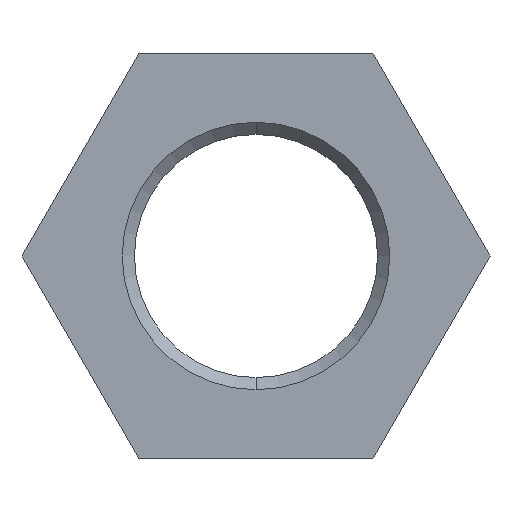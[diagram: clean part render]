
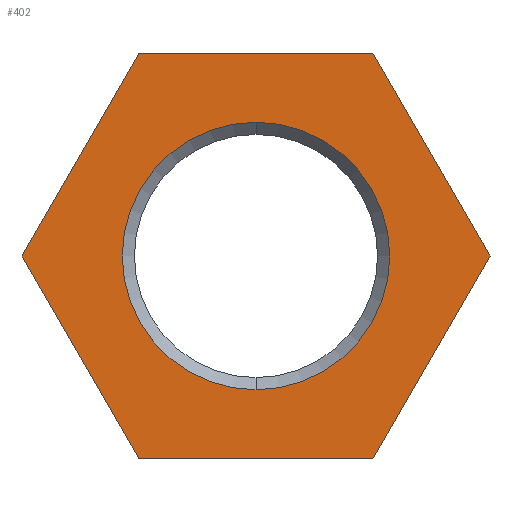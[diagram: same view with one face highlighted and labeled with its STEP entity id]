
A CAD part, front view. The second image highlights one B-rep face of the part: STEP entity #402.
In plain terms, the highlighted planar face has unit normal (0, -1, 0).
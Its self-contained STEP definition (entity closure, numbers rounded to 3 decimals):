
#13 = CARTESIAN_POINT ( 'NONE',  ( 2.887, 0., -5. ) ) ;
#22 = CARTESIAN_POINT ( 'NONE',  ( 5.774, 0., 0. ) ) ;
#23 = ORIENTED_EDGE ( 'NONE', *, *, #148, .T. ) ;
#30 = CARTESIAN_POINT ( 'NONE',  ( -5.774, 0., 0. ) ) ;
#34 = AXIS2_PLACEMENT_3D ( 'NONE', #141, #277, #462 ) ;
#57 = VECTOR ( 'NONE', #279, 1000. ) ;
#58 = DIRECTION ( 'NONE',  ( -1., 0., 0. ) ) ;
#68 = FACE_BOUND ( 'NONE', #103, .T. ) ;
#72 = VERTEX_POINT ( 'NONE', #13 ) ;
#78 = CARTESIAN_POINT ( 'NONE',  ( -2.887, 0., 5. ) ) ;
#86 = CARTESIAN_POINT ( 'NONE',  ( -2.887, 0., -5. ) ) ;
#90 = VECTOR ( 'NONE', #282, 1000. ) ;
#99 = VERTEX_POINT ( 'NONE', #437 ) ;
#103 = EDGE_LOOP ( 'NONE', ( #323, #342 ) ) ;
#108 = VERTEX_POINT ( 'NONE', #116 ) ;
#109 = CARTESIAN_POINT ( 'NONE',  ( 0., 0., 0. ) ) ;
#112 = LINE ( 'NONE', #360, #90 ) ;
#116 = CARTESIAN_POINT ( 'NONE',  ( -2.887, 0., -5. ) ) ;
#141 = CARTESIAN_POINT ( 'NONE',  ( 0., 0., 0. ) ) ;
#148 = EDGE_CURVE ( 'NONE', #99, #398, #374, .T. ) ;
#153 = CIRCLE ( 'NONE', #34, 3.3 ) ;
#158 = CARTESIAN_POINT ( 'NONE',  ( 5.774, 0., 0. ) ) ;
#160 = EDGE_LOOP ( 'NONE', ( #23, #242, #173, #215, #271, #220 ) ) ;
#161 = CARTESIAN_POINT ( 'NONE',  ( 0., 0., -3.3 ) ) ;
#163 = EDGE_CURVE ( 'NONE', #179, #99, #272, .T. ) ;
#173 = ORIENTED_EDGE ( 'NONE', *, *, #260, .T. ) ;
#175 = CARTESIAN_POINT ( 'NONE',  ( -2.887, 0., 5. ) ) ;
#176 = VECTOR ( 'NONE', #264, 1000. ) ;
#178 = DIRECTION ( 'NONE',  ( 0., 1., 0. ) ) ;
#179 = VERTEX_POINT ( 'NONE', #158 ) ;
#183 = DIRECTION ( 'NONE',  ( 0.5, 0., -0.866 ) ) ;
#185 = CIRCLE ( 'NONE', #257, 3.3 ) ;
#212 = LINE ( 'NONE', #30, #302 ) ;
#214 = DIRECTION ( 'NONE',  ( 0., 0., -1. ) ) ;
#215 = ORIENTED_EDGE ( 'NONE', *, *, #447, .T. ) ;
#219 = PLANE ( 'NONE',  #455 ) ;
#220 = ORIENTED_EDGE ( 'NONE', *, *, #163, .T. ) ;
#242 = ORIENTED_EDGE ( 'NONE', *, *, #369, .T. ) ;
#249 = VERTEX_POINT ( 'NONE', #161 ) ;
#257 = AXIS2_PLACEMENT_3D ( 'NONE', #109, #178, #214 ) ;
#259 = LINE ( 'NONE', #86, #176 ) ;
#260 = EDGE_CURVE ( 'NONE', #394, #108, #212, .T. ) ;
#264 = DIRECTION ( 'NONE',  ( 1., 0., 0. ) ) ;
#271 = ORIENTED_EDGE ( 'NONE', *, *, #283, .T. ) ;
#272 = LINE ( 'NONE', #22, #326 ) ;
#277 = DIRECTION ( 'NONE',  ( 0., 1., 0. ) ) ;
#279 = DIRECTION ( 'NONE',  ( -0.5, 0., -0.866 ) ) ;
#282 = DIRECTION ( 'NONE',  ( 0.5, 0., 0.866 ) ) ;
#283 = EDGE_CURVE ( 'NONE', #72, #179, #112, .T. ) ;
#285 = FACE_OUTER_BOUND ( 'NONE', #160, .T. ) ;
#302 = VECTOR ( 'NONE', #183, 1000. ) ;
#314 = CARTESIAN_POINT ( 'NONE',  ( -5.774, 0., 0. ) ) ;
#323 = ORIENTED_EDGE ( 'NONE', *, *, #393, .T. ) ;
#326 = VECTOR ( 'NONE', #379, 1000. ) ;
#327 = CARTESIAN_POINT ( 'NONE',  ( 0., 0., 3.3 ) ) ;
#329 = EDGE_CURVE ( 'NONE', #466, #249, #153, .T. ) ;
#342 = ORIENTED_EDGE ( 'NONE', *, *, #329, .T. ) ;
#348 = VECTOR ( 'NONE', #58, 1000. ) ;
#353 = DIRECTION ( 'NONE',  ( 0., -1., 0. ) ) ;
#360 = CARTESIAN_POINT ( 'NONE',  ( 2.887, 0., -5. ) ) ;
#369 = EDGE_CURVE ( 'NONE', #398, #394, #392, .T. ) ;
#374 = LINE ( 'NONE', #453, #348 ) ;
#379 = DIRECTION ( 'NONE',  ( -0.5, 0., 0.866 ) ) ;
#392 = LINE ( 'NONE', #78, #57 ) ;
#393 = EDGE_CURVE ( 'NONE', #249, #466, #185, .T. ) ;
#394 = VERTEX_POINT ( 'NONE', #314 ) ;
#398 = VERTEX_POINT ( 'NONE', #175 ) ;
#402 = ADVANCED_FACE ( 'Face2', ( #68, #285 ), #219, .T. ) ;
#428 = CARTESIAN_POINT ( 'NONE',  ( -8.66, 0., 5. ) ) ;
#437 = CARTESIAN_POINT ( 'NONE',  ( 2.887, 0., 5. ) ) ;
#447 = EDGE_CURVE ( 'NONE', #108, #72, #259, .T. ) ;
#453 = CARTESIAN_POINT ( 'NONE',  ( 2.887, 0., 5. ) ) ;
#455 = AXIS2_PLACEMENT_3D ( 'NONE', #428, #353, #465 ) ;
#462 = DIRECTION ( 'NONE',  ( 0., 0., -1. ) ) ;
#465 = DIRECTION ( 'NONE',  ( 0., 0., -1. ) ) ;
#466 = VERTEX_POINT ( 'NONE', #327 ) ;
